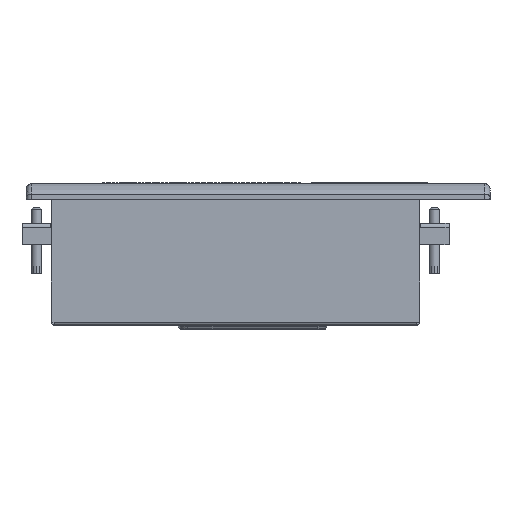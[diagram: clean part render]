
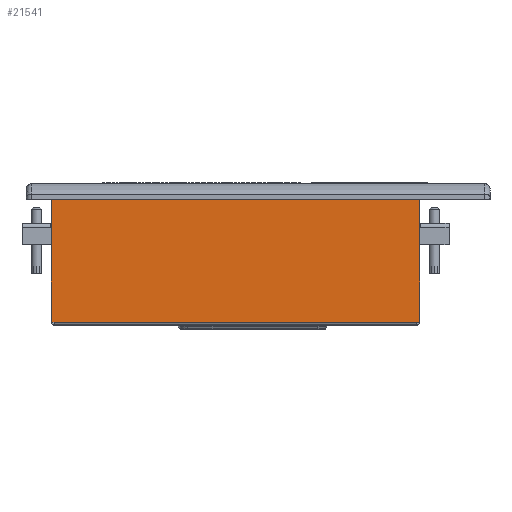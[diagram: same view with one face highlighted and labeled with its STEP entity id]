
A CAD part, left-side view. The second image highlights one B-rep face of the part: STEP entity #21541.
In plain terms, the highlighted planar face has unit normal (-1, 0, 0).
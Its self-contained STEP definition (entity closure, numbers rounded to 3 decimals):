
#780=PLANE('',#23138);
#1776=FACE_OUTER_BOUND('',#3051,.T.);
#3051=EDGE_LOOP('',(#15680,#15681,#15682,#15683,#15684,#15685));
#4527=LINE('',#31816,#6695);
#4529=LINE('',#31825,#6697);
#4530=LINE('',#31828,#6698);
#4543=LINE('',#31858,#6711);
#4548=LINE('',#31869,#6716);
#4550=LINE('',#31873,#6718);
#6695=VECTOR('',#26154,1.1);
#6697=VECTOR('',#26166,136.8);
#6698=VECTOR('',#26169,46.3);
#6711=VECTOR('',#26202,1.1);
#6716=VECTOR('',#26213,46.3);
#6718=VECTOR('',#26219,139.);
#9564=VERTEX_POINT('',#31810);
#9566=VERTEX_POINT('',#31814);
#9568=VERTEX_POINT('',#31823);
#9569=VERTEX_POINT('',#31827);
#9575=VERTEX_POINT('',#31855);
#9579=VERTEX_POINT('',#31867);
#11823=EDGE_CURVE('',#9566,#9564,#4527,.T.);
#11828=EDGE_CURVE('',#9568,#9566,#4529,.T.);
#11829=EDGE_CURVE('',#9569,#9564,#4530,.T.);
#11844=EDGE_CURVE('',#9575,#9568,#4543,.T.);
#11850=EDGE_CURVE('',#9575,#9579,#4548,.T.);
#11852=EDGE_CURVE('',#9569,#9579,#4550,.T.);
#15680=ORIENTED_EDGE('',*,*,#11844,.F.);
#15681=ORIENTED_EDGE('',*,*,#11850,.T.);
#15682=ORIENTED_EDGE('',*,*,#11852,.F.);
#15683=ORIENTED_EDGE('',*,*,#11829,.T.);
#15684=ORIENTED_EDGE('',*,*,#11823,.F.);
#15685=ORIENTED_EDGE('',*,*,#11828,.F.);
#21541=ADVANCED_FACE('',(#1776),#780,.T.);
#23138=AXIS2_PLACEMENT_3D('',#31872,#26217,#26218);
#26154=DIRECTION('',(0.,1.,0.));
#26166=DIRECTION('',(0.,1.,0.));
#26169=DIRECTION('',(0.,0.,-1.));
#26202=DIRECTION('',(0.,1.,0.));
#26213=DIRECTION('',(0.,0.,1.));
#26217=DIRECTION('center_axis',(-1.,0.,0.));
#26218=DIRECTION('ref_axis',(0.,0.,1.));
#26219=DIRECTION('',(0.,-1.,0.));
#31810=CARTESIAN_POINT('',(-178.853,181.933,-21.036));
#31814=CARTESIAN_POINT('',(-178.853,180.833,-21.036));
#31816=CARTESIAN_POINT('',(-178.853,181.933,-21.036));
#31823=CARTESIAN_POINT('',(-178.853,44.033,-21.036));
#31825=CARTESIAN_POINT('',(-178.853,181.933,-21.036));
#31827=CARTESIAN_POINT('',(-178.853,181.933,25.264));
#31828=CARTESIAN_POINT('',(-178.853,181.933,25.264));
#31855=CARTESIAN_POINT('',(-178.853,42.933,-21.036));
#31858=CARTESIAN_POINT('',(-178.853,181.933,-21.036));
#31867=CARTESIAN_POINT('',(-178.853,42.933,25.264));
#31869=CARTESIAN_POINT('',(-178.853,42.933,25.264));
#31872=CARTESIAN_POINT('Origin',(-178.853,181.933,-22.136));
#31873=CARTESIAN_POINT('',(-178.853,181.933,25.264));
